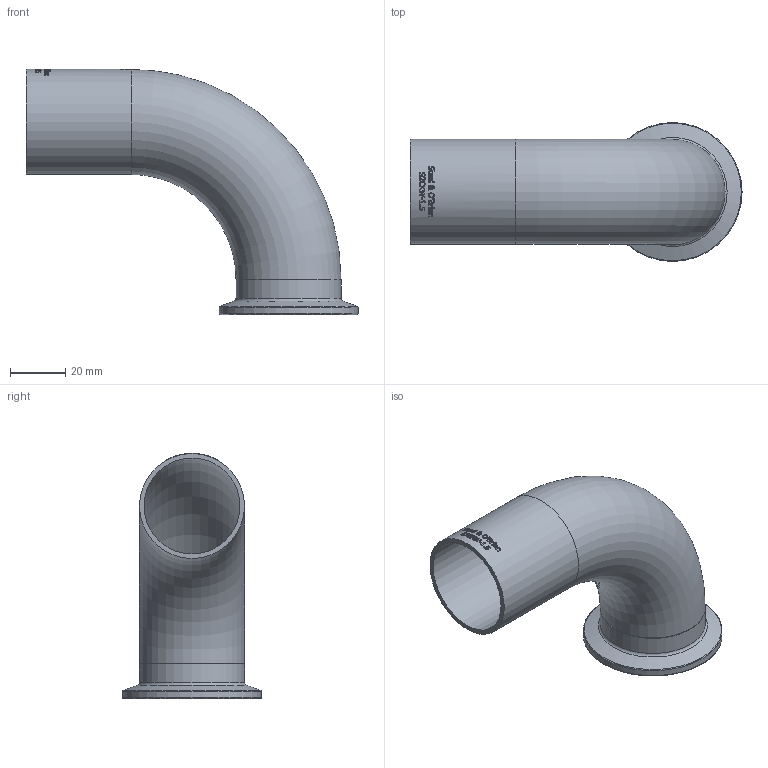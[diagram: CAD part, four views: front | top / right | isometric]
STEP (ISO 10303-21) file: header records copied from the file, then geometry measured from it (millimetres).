
FILE_DESCRIPTION(/* description */ (''),/* implementation_level */ '2;1');
FILE_NAME(/* name */ 'S2CKW-1.5.stp',/* time_stamp */ '2018-11-26T16:16:38-05:00',/* author */ ('ken'),/* organization */ (''),/* preprocessor_version */ 'ST-DEVELOPER v15.2',/* originating_system */ 'Autodesk Inventor 2014',/* authorisation */ '');
FILE_SCHEMA (('AUTOMOTIVE_DESIGN { 1 0 10303 214 3 1 1 }'));
Length unit declared in the file: inch
Products named in the file (1): S2CKW-1.5
Bounding box: 120.45 x 50.39 x 88.9 mm (x, y, z)
Volume: 29445.8 mm3; surface area: 34385.2 mm2
Topology: 1 solids, 1 shells, 375 faces, 1007 edges, 667 vertices
Faces by surface type: bspline 176, plane 149, cylinder 36, torus 11, cone 3
Full cylindrical faces by diameter (mm): 34.798 x2, 38.1 x2, 50.394 x1
Entity records: 14897 total; most frequent: CARTESIAN_POINT 6535, ORIENTED_EDGE 1968, DIRECTION 1228, EDGE_CURVE 984, VERTEX_POINT 664, LINE 436, VECTOR 436, EDGE_LOOP 430
